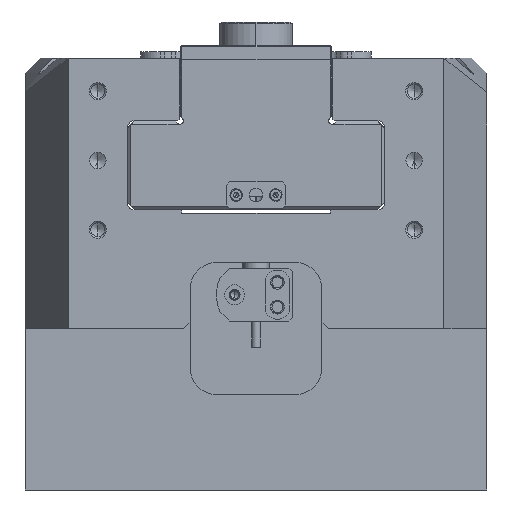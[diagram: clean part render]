
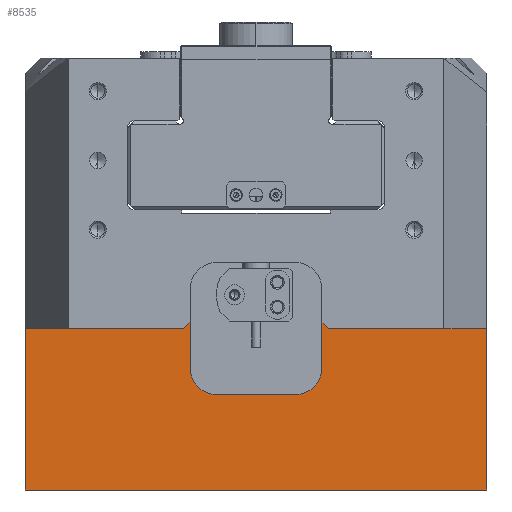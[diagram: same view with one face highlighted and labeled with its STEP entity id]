
A CAD part, left-side view. The second image highlights one B-rep face of the part: STEP entity #8535.
In plain terms, the highlighted planar face has unit normal (-1, 0, 0).
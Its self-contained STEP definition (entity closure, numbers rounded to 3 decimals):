
#114 = VECTOR ( 'NONE', #16370, 1000. ) ;
#441 = CARTESIAN_POINT ( 'NONE',  ( -123., 12., 29. ) ) ;
#1940 = DIRECTION ( 'NONE',  ( -1., 0., 0. ) ) ;
#2764 = CARTESIAN_POINT ( 'NONE',  ( -123., -100., 29. ) ) ;
#2831 = LINE ( 'NONE', #2764, #27710 ) ;
#2852 = VERTEX_POINT ( 'NONE', #12938 ) ;
#2954 = ORIENTED_EDGE ( 'NONE', *, *, #35545, .F. ) ;
#3529 = DIRECTION ( 'NONE',  ( 0., 0., 1. ) ) ;
#4043 = AXIS2_PLACEMENT_3D ( 'NONE', #20937, #8095, #40096 ) ;
#4158 = VERTEX_POINT ( 'NONE', #26305 ) ;
#4550 = CARTESIAN_POINT ( 'NONE',  ( -123., 70., 49. ) ) ;
#4899 = VECTOR ( 'NONE', #35964, 1000. ) ;
#4973 = EDGE_LOOP ( 'NONE', ( #13514, #36533, #14666, #2954, #33174, #37244, #36511, #8072, #32150, #36285, #16099, #17332 ) ) ;
#5319 = CARTESIAN_POINT ( 'NONE',  ( -123., 70., 0. ) ) ;
#5705 = CARTESIAN_POINT ( 'NONE',  ( -123., -5.605, 76.605 ) ) ;
#6803 = CARTESIAN_POINT ( 'NONE',  ( -123., -100., 49. ) ) ;
#7724 = VECTOR ( 'NONE', #16522, 1000. ) ;
#8072 = ORIENTED_EDGE ( 'NONE', *, *, #17681, .F. ) ;
#8095 = DIRECTION ( 'NONE',  ( 1., 0., 0. ) ) ;
#8210 = VERTEX_POINT ( 'NONE', #41272 ) ;
#8253 = VECTOR ( 'NONE', #3529, 1000. ) ;
#8311 = DIRECTION ( 'NONE',  ( 0., 0.707, -0.707 ) ) ;
#8535 = ADVANCED_FACE ( 'NONE', ( #37726 ), #40397, .F. ) ;
#9287 = CARTESIAN_POINT ( 'NONE',  ( -123., -94.395, -23.395 ) ) ;
#9367 = EDGE_CURVE ( 'NONE', #2852, #37077, #20879, .T. ) ;
#9524 = CARTESIAN_POINT ( 'NONE',  ( -123., 70., 131. ) ) ;
#9709 = VERTEX_POINT ( 'NONE', #41444 ) ;
#9797 = VERTEX_POINT ( 'NONE', #41999 ) ;
#10053 = CARTESIAN_POINT ( 'NONE',  ( -123., -100., 49. ) ) ;
#10677 = VECTOR ( 'NONE', #41464, 1000. ) ;
#11094 = DIRECTION ( 'NONE',  ( 0., 1., 0. ) ) ;
#11851 = CARTESIAN_POINT ( 'NONE',  ( -123., -12., 37. ) ) ;
#12218 = LINE ( 'NONE', #18393, #16212 ) ;
#12262 = VECTOR ( 'NONE', #8311, 1000. ) ;
#12787 = DIRECTION ( 'NONE',  ( 0., -1., 0. ) ) ;
#12938 = CARTESIAN_POINT ( 'NONE',  ( -123., 20., 51. ) ) ;
#13507 = LINE ( 'NONE', #10053, #4899 ) ;
#13514 = ORIENTED_EDGE ( 'NONE', *, *, #31284, .F. ) ;
#14067 = CARTESIAN_POINT ( 'NONE',  ( -123., 12., 37. ) ) ;
#14666 = ORIENTED_EDGE ( 'NONE', *, *, #38310, .F. ) ;
#15061 = DIRECTION ( 'NONE',  ( 0., 0., -1. ) ) ;
#16099 = ORIENTED_EDGE ( 'NONE', *, *, #37810, .T. ) ;
#16200 = LINE ( 'NONE', #25383, #35026 ) ;
#16212 = VECTOR ( 'NONE', #21958, 1000. ) ;
#16241 = LINE ( 'NONE', #9524, #7724 ) ;
#16370 = DIRECTION ( 'NONE',  ( 0., 1., 0. ) ) ;
#16522 = DIRECTION ( 'NONE',  ( 0., 0., 1. ) ) ;
#16867 = VERTEX_POINT ( 'NONE', #24742 ) ;
#16933 = VERTEX_POINT ( 'NONE', #5319 ) ;
#17332 = ORIENTED_EDGE ( 'NONE', *, *, #18729, .T. ) ;
#17681 = EDGE_CURVE ( 'NONE', #16933, #22927, #16241, .T. ) ;
#18393 = CARTESIAN_POINT ( 'NONE',  ( -123., -70., 131. ) ) ;
#18729 = EDGE_CURVE ( 'NONE', #8210, #16867, #39053, .T. ) ;
#19824 = LINE ( 'NONE', #6803, #114 ) ;
#20600 = DIRECTION ( 'NONE',  ( 0., 0., -1. ) ) ;
#20879 = LINE ( 'NONE', #5705, #12262 ) ;
#20937 = CARTESIAN_POINT ( 'NONE',  ( -123., -100., -17.79 ) ) ;
#21432 = CIRCLE ( 'NONE', #40909, 8. ) ;
#21958 = DIRECTION ( 'NONE',  ( 0., 0., -1. ) ) ;
#22173 = AXIS2_PLACEMENT_3D ( 'NONE', #11851, #1940, #15061 ) ;
#22927 = VERTEX_POINT ( 'NONE', #4550 ) ;
#24742 = CARTESIAN_POINT ( 'NONE',  ( -123., -20., 51. ) ) ;
#25383 = CARTESIAN_POINT ( 'NONE',  ( -123., 20., -17.79 ) ) ;
#26305 = CARTESIAN_POINT ( 'NONE',  ( -123., -70., 49. ) ) ;
#26339 = EDGE_CURVE ( 'NONE', #37077, #22927, #19824, .T. ) ;
#26765 = EDGE_CURVE ( 'NONE', #4158, #27175, #12218, .T. ) ;
#26793 = CARTESIAN_POINT ( 'NONE',  ( -123., -20., -17.79 ) ) ;
#26996 = LINE ( 'NONE', #26793, #8253 ) ;
#27175 = VERTEX_POINT ( 'NONE', #30896 ) ;
#27561 = VERTEX_POINT ( 'NONE', #40065 ) ;
#27710 = VECTOR ( 'NONE', #12787, 1000. ) ;
#30016 = LINE ( 'NONE', #33354, #36082 ) ;
#30896 = CARTESIAN_POINT ( 'NONE',  ( -123., -70., 0. ) ) ;
#31284 = EDGE_CURVE ( 'NONE', #27561, #16867, #26996, .T. ) ;
#31619 = DIRECTION ( 'NONE',  ( 0., 0., -1. ) ) ;
#32150 = ORIENTED_EDGE ( 'NONE', *, *, #33463, .F. ) ;
#33174 = ORIENTED_EDGE ( 'NONE', *, *, #33720, .F. ) ;
#33354 = CARTESIAN_POINT ( 'NONE',  ( -123., 0., 0. ) ) ;
#33463 = EDGE_CURVE ( 'NONE', #27175, #16933, #30016, .T. ) ;
#33720 = EDGE_CURVE ( 'NONE', #2852, #9709, #16200, .T. ) ;
#33971 = VERTEX_POINT ( 'NONE', #441 ) ;
#35026 = VECTOR ( 'NONE', #31619, 1000. ) ;
#35545 = EDGE_CURVE ( 'NONE', #9709, #33971, #21432, .T. ) ;
#35964 = DIRECTION ( 'NONE',  ( 0., 1., 0. ) ) ;
#36082 = VECTOR ( 'NONE', #11094, 1000. ) ;
#36285 = ORIENTED_EDGE ( 'NONE', *, *, #26765, .F. ) ;
#36511 = ORIENTED_EDGE ( 'NONE', *, *, #26339, .T. ) ;
#36533 = ORIENTED_EDGE ( 'NONE', *, *, #37822, .F. ) ;
#37077 = VERTEX_POINT ( 'NONE', #41573 ) ;
#37244 = ORIENTED_EDGE ( 'NONE', *, *, #9367, .T. ) ;
#37726 = FACE_OUTER_BOUND ( 'NONE', #4973, .T. ) ;
#37810 = EDGE_CURVE ( 'NONE', #4158, #8210, #13507, .T. ) ;
#37822 = EDGE_CURVE ( 'NONE', #9797, #27561, #38394, .T. ) ;
#38310 = EDGE_CURVE ( 'NONE', #33971, #9797, #2831, .T. ) ;
#38394 = CIRCLE ( 'NONE', #22173, 8. ) ;
#39053 = LINE ( 'NONE', #9287, #10677 ) ;
#40056 = DIRECTION ( 'NONE',  ( -1., 0., 0. ) ) ;
#40065 = CARTESIAN_POINT ( 'NONE',  ( -123., -20., 37. ) ) ;
#40096 = DIRECTION ( 'NONE',  ( 0., 0., -1. ) ) ;
#40397 = PLANE ( 'NONE',  #4043 ) ;
#40909 = AXIS2_PLACEMENT_3D ( 'NONE', #14067, #40056, #20600 ) ;
#41272 = CARTESIAN_POINT ( 'NONE',  ( -123., -22., 49. ) ) ;
#41444 = CARTESIAN_POINT ( 'NONE',  ( -123., 20., 37. ) ) ;
#41464 = DIRECTION ( 'NONE',  ( 0., 0.707, 0.707 ) ) ;
#41573 = CARTESIAN_POINT ( 'NONE',  ( -123., 22., 49. ) ) ;
#41999 = CARTESIAN_POINT ( 'NONE',  ( -123., -12., 29. ) ) ;
